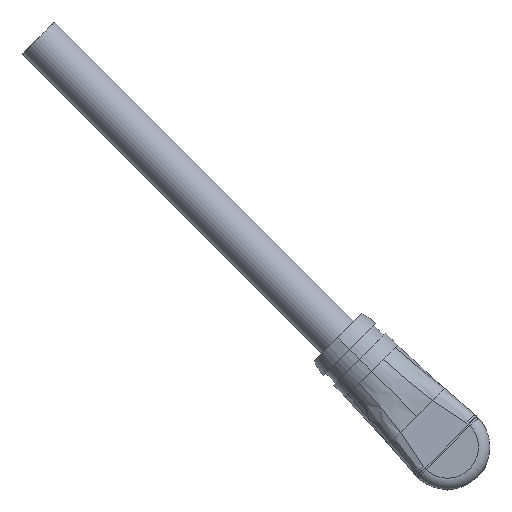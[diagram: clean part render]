
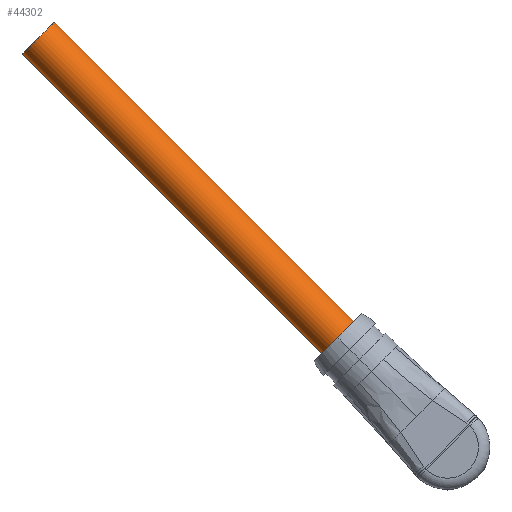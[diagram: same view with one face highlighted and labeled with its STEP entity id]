
A CAD part, front view. The second image highlights one B-rep face of the part: STEP entity #44302.
In plain terms, the highlighted cylindrical face has radius 4.011 mm (diameter 8.022 mm), a partial arc.
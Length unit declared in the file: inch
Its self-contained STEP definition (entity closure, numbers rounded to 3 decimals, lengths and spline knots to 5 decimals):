
#16011=CARTESIAN_POINT('',(-0.76557,-0.41732,
0.76557));
#16012=DIRECTION('',(-0.707,0.,0.707));
#16013=DIRECTION('',(-0.707,0.,-0.707));
#16014=AXIS2_PLACEMENT_3D('',#16011,#16012,#16013);
#16016=DIRECTION('',(-0.707,0.,0.707));
#16017=VECTOR('',#16016,2.95276);
#16018=CARTESIAN_POINT('',(-0.6539,-0.41732,
0.87723));
#16019=LINE('',#16018,#16017);
#16020=DIRECTION('',(-0.707,0.,0.707));
#16021=VECTOR('',#16020,2.95276);
#16022=CARTESIAN_POINT('',(-0.87723,-0.41732,
0.6539));
#16023=LINE('',#16022,#16021);
#16029=CARTESIAN_POINT('',(-2.85348,-0.41732,
2.85348));
#16030=DIRECTION('',(0.707,0.,-0.707));
#16031=DIRECTION('',(0.707,0.,0.707));
#16032=AXIS2_PLACEMENT_3D('',#16029,#16030,#16031);
#24505=CARTESIAN_POINT('',(-0.6539,-0.41732,
0.87723));
#24506=CARTESIAN_POINT('',(-0.87723,-0.41732,
0.6539));
#24507=VERTEX_POINT('',#24505);
#24508=VERTEX_POINT('',#24506);
#24509=CARTESIAN_POINT('',(-2.74182,-0.41732,
2.96515));
#24510=VERTEX_POINT('',#24509);
#24511=CARTESIAN_POINT('',(-2.96515,-0.41732,
2.74182));
#24512=VERTEX_POINT('',#24511);
#44290=CARTESIAN_POINT('',(-0.76557,-0.41732,
0.76557));
#44291=DIRECTION('',(-0.707,0.,0.707));
#44292=DIRECTION('',(0.707,0.,0.707));
#44293=AXIS2_PLACEMENT_3D('',#44290,#44291,#44292);
#44294=CYLINDRICAL_SURFACE('',#44293,0.15792);
#44295=ORIENTED_EDGE('',*,*,#44270,.F.);
#44296=ORIENTED_EDGE('',*,*,#44285,.T.);
#44298=ORIENTED_EDGE('',*,*,#44297,.F.);
#44299=ORIENTED_EDGE('',*,*,#44281,.F.);
#44300=EDGE_LOOP('',(#44295,#44296,#44298,#44299));
#44301=FACE_OUTER_BOUND('',#44300,.F.);
#44302=ADVANCED_FACE('',(#44301),#44294,.T.);
#16015=CIRCLE('',#16014,0.15792);
#16033=CIRCLE('',#16032,0.15792);
#44270=EDGE_CURVE('',#24508,#24507,#16015,.T.);
#44281=EDGE_CURVE('',#24507,#24510,#16019,.T.);
#44285=EDGE_CURVE('',#24508,#24512,#16023,.T.);
#44297=EDGE_CURVE('',#24510,#24512,#16033,.T.);
